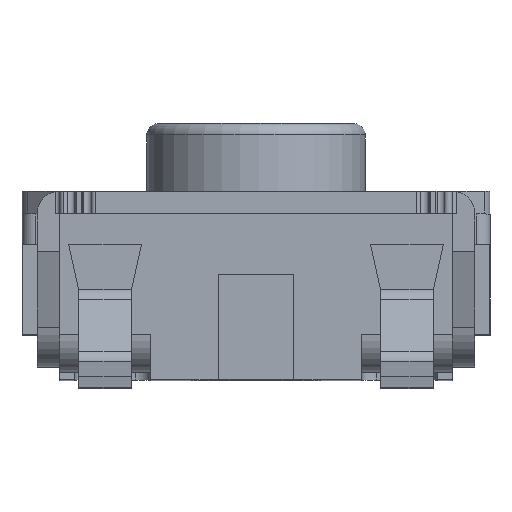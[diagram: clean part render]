
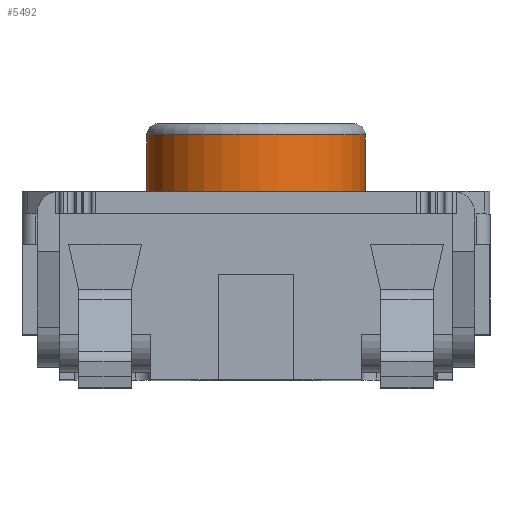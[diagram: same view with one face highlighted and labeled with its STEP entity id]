
A CAD part, top view. The second image highlights one B-rep face of the part: STEP entity #5492.
In plain terms, the highlighted cylindrical face has radius 1.45 mm (diameter 2.9 mm), a full revolution.
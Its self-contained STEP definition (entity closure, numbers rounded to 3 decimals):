
#242=LINE('',#7985,#875);
#875=VECTOR('',#6341,1.45);
#1508=CYLINDRICAL_SURFACE('',#5824,1.45);
#1601=FACE_OUTER_BOUND('',#1907,.T.);
#1907=EDGE_LOOP('',(#3813,#3814,#3815,#3816,#3817,#3818,#3819));
#2222=CIRCLE('',#5820,1.45);
#2223=CIRCLE('',#5821,1.45);
#2224=CIRCLE('',#5822,1.45);
#2226=CIRCLE('',#5825,1.45);
#2227=CIRCLE('',#5826,1.45);
#2422=VERTEX_POINT('',#7975);
#2423=VERTEX_POINT('',#7977);
#2424=VERTEX_POINT('',#7979);
#2425=VERTEX_POINT('',#7984);
#2426=VERTEX_POINT('',#7986);
#2967=EDGE_CURVE('',#2422,#2423,#2222,.T.);
#2968=EDGE_CURVE('',#2423,#2424,#2223,.T.);
#2969=EDGE_CURVE('',#2424,#2422,#2224,.T.);
#2971=EDGE_CURVE('',#2424,#2425,#242,.T.);
#2972=EDGE_CURVE('',#2426,#2425,#2226,.T.);
#2973=EDGE_CURVE('',#2425,#2426,#2227,.T.);
#3813=ORIENTED_EDGE('',*,*,#2968,.F.);
#3814=ORIENTED_EDGE('',*,*,#2967,.F.);
#3815=ORIENTED_EDGE('',*,*,#2969,.F.);
#3816=ORIENTED_EDGE('',*,*,#2971,.T.);
#3817=ORIENTED_EDGE('',*,*,#2972,.F.);
#3818=ORIENTED_EDGE('',*,*,#2973,.F.);
#3819=ORIENTED_EDGE('',*,*,#2971,.F.);
#5492=ADVANCED_FACE('',(#1601),#1508,.T.);
#5820=AXIS2_PLACEMENT_3D('',#7978,#6331,#6332);
#5821=AXIS2_PLACEMENT_3D('',#7980,#6333,#6334);
#5822=AXIS2_PLACEMENT_3D('',#7981,#6335,#6336);
#5824=AXIS2_PLACEMENT_3D('',#7983,#6339,#6340);
#5825=AXIS2_PLACEMENT_3D('',#7987,#6342,#6343);
#5826=AXIS2_PLACEMENT_3D('',#7988,#6344,#6345);
#6331=DIRECTION('center_axis',(0.,1.,0.));
#6332=DIRECTION('ref_axis',(-0.979,0.,0.203));
#6333=DIRECTION('center_axis',(0.,1.,0.));
#6334=DIRECTION('ref_axis',(-0.979,0.,0.203));
#6335=DIRECTION('center_axis',(0.,1.,0.));
#6336=DIRECTION('ref_axis',(-0.979,0.,0.203));
#6339=DIRECTION('center_axis',(0.,1.,0.));
#6340=DIRECTION('ref_axis',(0.979,0.,-0.203));
#6341=DIRECTION('',(0.,-1.,0.));
#6342=DIRECTION('center_axis',(0.,-1.,0.));
#6343=DIRECTION('ref_axis',(0.979,0.,-0.203));
#6344=DIRECTION('center_axis',(0.,-1.,0.));
#6345=DIRECTION('ref_axis',(0.979,0.,-0.203));
#7975=CARTESIAN_POINT('',(-3.086,6.567,5.603));
#7977=CARTESIAN_POINT('',(-1.959,6.567,3.89));
#7978=CARTESIAN_POINT('Origin',(-3.379,6.567,4.183));
#7979=CARTESIAN_POINT('',(-4.799,6.567,4.477));
#7980=CARTESIAN_POINT('Origin',(-3.379,6.567,4.183));
#7981=CARTESIAN_POINT('Origin',(-3.379,6.567,4.183));
#7983=CARTESIAN_POINT('Origin',(-3.379,5.517,4.183));
#7984=CARTESIAN_POINT('',(-4.799,5.517,4.477));
#7985=CARTESIAN_POINT('',(-4.799,5.517,4.477));
#7986=CARTESIAN_POINT('',(-1.959,5.517,3.89));
#7987=CARTESIAN_POINT('Origin',(-3.379,5.517,4.183));
#7988=CARTESIAN_POINT('Origin',(-3.379,5.517,4.183));
